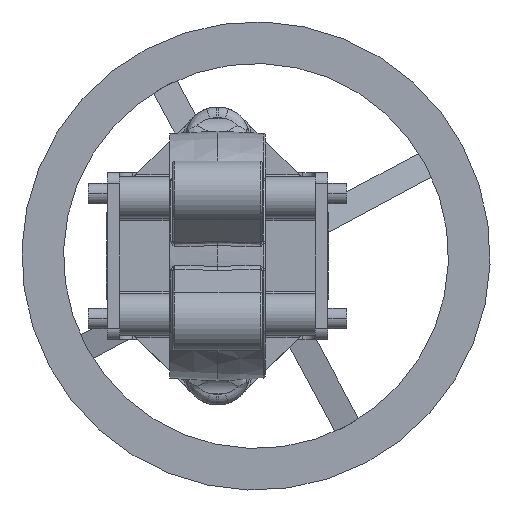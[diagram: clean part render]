
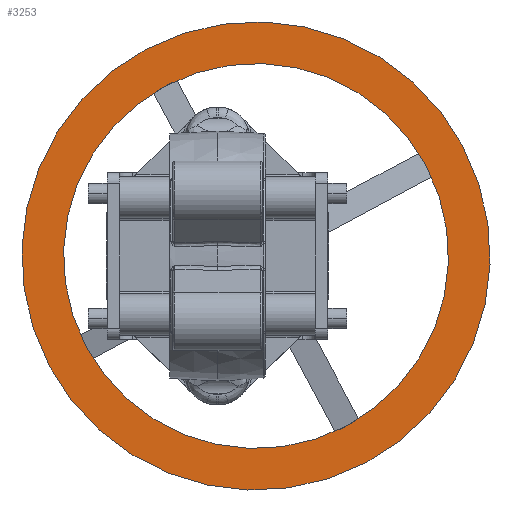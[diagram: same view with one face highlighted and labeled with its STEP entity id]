
A CAD part, front view. The second image highlights one B-rep face of the part: STEP entity #3253.
In plain terms, the highlighted face is planar.
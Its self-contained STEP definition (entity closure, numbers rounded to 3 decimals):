
#2916 = EDGE_CURVE ( 'NONE', #2917, #2918, #15766, .T. ) ;
#2917 = VERTEX_POINT ( 'NONE', #15762 ) ;
#2918 = VERTEX_POINT ( 'NONE', #15761 ) ;
#2954 = VERTEX_POINT ( 'NONE', #15867 ) ;
#2956 = EDGE_CURVE ( 'NONE', #2957, #2954, #15866, .T. ) ;
#2957 = VERTEX_POINT ( 'NONE', #15861 ) ;
#3181 = ORIENTED_EDGE ( 'NONE', *, *, #3182, .T. ) ;
#3182 = EDGE_CURVE ( 'NONE', #2954, #2957, #16339, .T. ) ;
#3198 = EDGE_LOOP ( 'NONE', ( #3254, #3255 ) ) ;
#3253 = ADVANCED_FACE ( 'NONE', ( #16436, #16435 ), #16433, .F. ) ;
#3254 = ORIENTED_EDGE ( 'NONE', *, *, #2916, .F. ) ;
#3255 = ORIENTED_EDGE ( 'NONE', *, *, #3256, .F. ) ;
#3256 = EDGE_CURVE ( 'NONE', #2918, #2917, #16496, .T. ) ;
#3257 = EDGE_LOOP ( 'NONE', ( #3258, #3181 ) ) ;
#3258 = ORIENTED_EDGE ( 'NONE', *, *, #2956, .T. ) ;
#15735 = CARTESIAN_POINT ( 'NONE',  ( 0., 0., 0. ) ) ;
#15761 = CARTESIAN_POINT ( 'NONE',  ( 0., 0., -92.5 ) ) ;
#15762 = CARTESIAN_POINT ( 'NONE',  ( 0., 0., 92.5 ) ) ;
#15763 = DIRECTION ( 'NONE',  ( 0., 0., -1. ) ) ;
#15764 = DIRECTION ( 'NONE',  ( 1., 0., 0. ) ) ;
#15765 = AXIS2_PLACEMENT_3D ( 'NONE', #15735, #15764, #15763 ) ;
#15766 = CIRCLE ( 'NONE', #15765, 92.5 ) ;
#15861 = CARTESIAN_POINT ( 'NONE',  ( 0., 0., -112.5 ) ) ;
#15862 = DIRECTION ( 'NONE',  ( 0., 0., -1. ) ) ;
#15863 = DIRECTION ( 'NONE',  ( 1., 0., 0. ) ) ;
#15864 = CARTESIAN_POINT ( 'NONE',  ( 0., 0., 0. ) ) ;
#15865 = AXIS2_PLACEMENT_3D ( 'NONE', #15864, #15863, #15862 ) ;
#15866 = CIRCLE ( 'NONE', #15865, 112.5 ) ;
#15867 = CARTESIAN_POINT ( 'NONE',  ( 0., 0., 112.5 ) ) ;
#16336 = DIRECTION ( 'NONE',  ( 0., 0., -1. ) ) ;
#16337 = DIRECTION ( 'NONE',  ( 1., 0., 0. ) ) ;
#16338 = AXIS2_PLACEMENT_3D ( 'NONE', #16346, #16337, #16336 ) ;
#16339 = CIRCLE ( 'NONE', #16338, 112.5 ) ;
#16346 = CARTESIAN_POINT ( 'NONE',  ( 0., 0., 0. ) ) ;
#16429 = DIRECTION ( 'NONE',  ( 0., 0., 1. ) ) ;
#16430 = DIRECTION ( 'NONE',  ( -1., 0., 0. ) ) ;
#16431 = CARTESIAN_POINT ( 'NONE',  ( 0., -92.5, 0. ) ) ;
#16432 = AXIS2_PLACEMENT_3D ( 'NONE', #16431, #16430, #16429 ) ;
#16433 = PLANE ( 'NONE',  #16432 ) ;
#16434 = CARTESIAN_POINT ( 'NONE',  ( 0., 0., 0. ) ) ;
#16435 = FACE_OUTER_BOUND ( 'NONE', #3257, .T. ) ;
#16436 = FACE_BOUND ( 'NONE', #3198, .T. ) ;
#16493 = DIRECTION ( 'NONE',  ( 0., 0., -1. ) ) ;
#16494 = DIRECTION ( 'NONE',  ( 1., 0., 0. ) ) ;
#16495 = AXIS2_PLACEMENT_3D ( 'NONE', #16434, #16494, #16493 ) ;
#16496 = CIRCLE ( 'NONE', #16495, 92.5 ) ;
